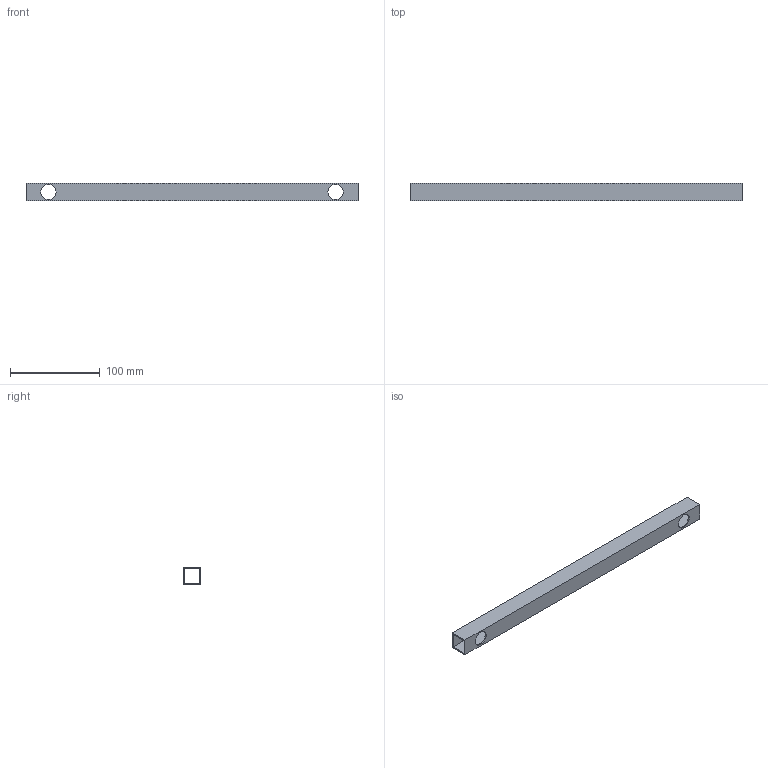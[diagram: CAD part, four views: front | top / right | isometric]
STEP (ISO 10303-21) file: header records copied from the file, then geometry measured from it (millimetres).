
FILE_DESCRIPTION (( 'STEP AP203' ), '1' );
FILE_NAME ('Traverse.STEP', '2021-09-14T08:38:37', ( '' ), ( '' ), 'SwSTEP 2.0', 'SolidWorks 2019', '' );
FILE_SCHEMA (( 'CONFIG_CONTROL_DESIGN' ));
Length unit declared in the file: millimetre
Products named in the file (1): Traverse
Bounding box: 370 x 20 x 20 mm (x, y, z)
Volume: 39708.1 mm3; surface area: 53486.6 mm2
Topology: 1 solids, 1 shells, 22 faces, 56 edges, 32 vertices
Faces by surface type: plane 14, cylinder 8
Entity records: 745 total; most frequent: DIRECTION 118, ORIENTED_EDGE 112, CARTESIAN_POINT 111, EDGE_CURVE 56, VECTOR 40, LINE 40, AXIS2_PLACEMENT_3D 39, VERTEX_POINT 32
